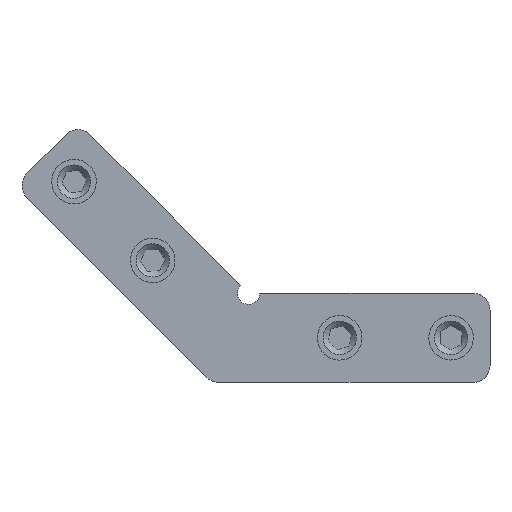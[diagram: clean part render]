
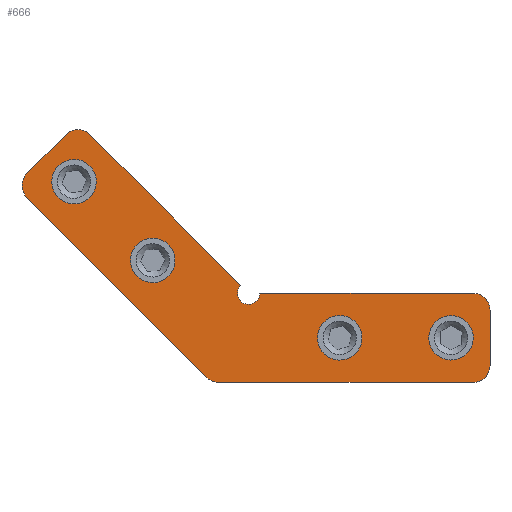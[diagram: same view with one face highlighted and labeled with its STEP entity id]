
A CAD part, top view. The second image highlights one B-rep face of the part: STEP entity #666.
In plain terms, the highlighted planar face has unit normal (0, 0, 1).
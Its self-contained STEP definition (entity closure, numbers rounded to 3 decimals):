
#112=CARTESIAN_POINT('',(1.243,0.0,3.0));
#113=VERTEX_POINT('',#112);
#114=CARTESIAN_POINT('',(-0.879,0.879,3.));
#115=VERTEX_POINT('',#114);
#116=CARTESIAN_POINT('',(1.243,3.0,3.0));
#117=DIRECTION('',(0.0,0.0,-1.0));
#118=DIRECTION('',(-0.383,-0.924,0.0));
#119=AXIS2_PLACEMENT_3D('',#116,#117,#118);
#120=CIRCLE('',#119,3.0);
#121=EDGE_CURVE('',#113,#115,#120,.T.);
#299=CARTESIAN_POINT('',(-33.234,33.234,3.));
#300=VERTEX_POINT('',#299);
#301=CARTESIAN_POINT('',(-0.879,0.879,3.));
#302=DIRECTION('',(-0.707,0.707,0.0));
#303=VECTOR('',#302,45.757);
#304=LINE('',#301,#303);
#305=EDGE_CURVE('',#115,#300,#304,.T.);
#325=CARTESIAN_POINT('',(-27.099,38.413,3.));
#326=VERTEX_POINT('',#325);
#327=CARTESIAN_POINT('',(-24.749,36.062,3.));
#328=DIRECTION('',(0.0,0.0,-1.0));
#329=DIRECTION('',(-0.707,0.707,0.0));
#330=AXIS2_PLACEMENT_3D('',#327,#328,#329);
#331=CIRCLE('',#330,3.324);
#332=EDGE_CURVE('',#326,#326,#331,.T.);
#345=CARTESIAN_POINT('',(-12.957,24.27,3.));
#346=VERTEX_POINT('',#345);
#347=CARTESIAN_POINT('',(-10.607,21.92,3.));
#348=DIRECTION('',(0.0,0.0,-1.0));
#349=DIRECTION('',(-0.707,0.707,0.0));
#350=AXIS2_PLACEMENT_3D('',#347,#348,#349);
#351=CIRCLE('',#350,3.324);
#352=EDGE_CURVE('',#346,#346,#351,.T.);
#362=CARTESIAN_POINT('',(-33.234,37.477,3.));
#363=VERTEX_POINT('',#362);
#364=CARTESIAN_POINT('',(-31.113,35.355,3.));
#365=DIRECTION('',(0.0,0.0,1.0));
#366=DIRECTION('',(-1.0,0.0,0.0));
#367=AXIS2_PLACEMENT_3D('',#364,#365,#366);
#368=CIRCLE('',#367,3.0);
#369=EDGE_CURVE('',#363,#300,#368,.T.);
#388=CARTESIAN_POINT('',(-26.163,44.548,3.));
#389=VERTEX_POINT('',#388);
#390=CARTESIAN_POINT('',(-33.234,37.477,3.));
#391=DIRECTION('',(0.707,0.707,0.0));
#392=VECTOR('',#391,10.);
#393=LINE('',#390,#392);
#394=EDGE_CURVE('',#363,#389,#393,.T.);
#411=CARTESIAN_POINT('',(-21.92,44.548,3.));
#412=VERTEX_POINT('',#411);
#413=CARTESIAN_POINT('',(-24.042,42.426,3.));
#414=DIRECTION('',(0.0,0.0,1.0));
#415=DIRECTION('',(0.0,1.0,0.0));
#416=AXIS2_PLACEMENT_3D('',#413,#414,#415);
#417=CIRCLE('',#416,3.0);
#418=EDGE_CURVE('',#412,#389,#417,.T.);
#437=CARTESIAN_POINT('',(5.213,17.414,3.));
#438=VERTEX_POINT('',#437);
#439=CARTESIAN_POINT('',(-21.92,44.548,3.));
#440=DIRECTION('',(0.707,-0.707,0.0));
#441=VECTOR('',#440,38.373);
#442=LINE('',#439,#441);
#443=EDGE_CURVE('',#412,#438,#442,.T.);
#463=CARTESIAN_POINT('',(46.323,8.0,3.0));
#464=VERTEX_POINT('',#463);
#465=CARTESIAN_POINT('',(43.0,8.0,3.0));
#466=DIRECTION('',(0.0,0.0,-1.0));
#467=DIRECTION('',(1.0,0.0,0.0));
#468=AXIS2_PLACEMENT_3D('',#465,#466,#467);
#469=CIRCLE('',#468,3.324);
#470=EDGE_CURVE('',#464,#464,#469,.T.);
#483=CARTESIAN_POINT('',(26.323,8.0,3.0));
#484=VERTEX_POINT('',#483);
#485=CARTESIAN_POINT('',(23.0,8.0,3.0));
#486=DIRECTION('',(0.0,0.0,-1.0));
#487=DIRECTION('',(1.0,0.0,0.0));
#488=AXIS2_PLACEMENT_3D('',#485,#486,#487);
#489=CIRCLE('',#488,3.324);
#490=EDGE_CURVE('',#484,#484,#489,.T.);
#500=CARTESIAN_POINT('',(50.0,3.0,3.0));
#501=VERTEX_POINT('',#500);
#502=CARTESIAN_POINT('',(47.0,0.0,3.0));
#503=VERTEX_POINT('',#502);
#504=CARTESIAN_POINT('',(47.0,3.0,3.0));
#505=DIRECTION('',(0.0,0.0,-1.0));
#506=DIRECTION('',(0.707,-0.707,0.0));
#507=AXIS2_PLACEMENT_3D('',#504,#505,#506);
#508=CIRCLE('',#507,3.0);
#509=EDGE_CURVE('',#501,#503,#508,.T.);
#534=CARTESIAN_POINT('',(50.0,13.0,3.0));
#535=VERTEX_POINT('',#534);
#542=CARTESIAN_POINT('',(50.0,3.0,3.0));
#543=DIRECTION('',(0.0,1.0,0.0));
#544=VECTOR('',#543,10.0);
#545=LINE('',#542,#544);
#546=EDGE_CURVE('',#501,#535,#545,.T.);
#556=CARTESIAN_POINT('',(47.,16.0,3.0));
#557=VERTEX_POINT('',#556);
#558=CARTESIAN_POINT('',(47.,13.0,3.0));
#559=DIRECTION('',(0.0,0.0,-1.0));
#560=DIRECTION('',(0.707,0.707,0.0));
#561=AXIS2_PLACEMENT_3D('',#558,#559,#560);
#562=CIRCLE('',#561,3.0);
#563=EDGE_CURVE('',#557,#535,#562,.T.);
#583=CARTESIAN_POINT('',(8.627,16.,3.0));
#584=VERTEX_POINT('',#583);
#585=CARTESIAN_POINT('',(6.627,16.,3.0));
#586=DIRECTION('',(0.0,0.0,-1.0));
#587=DIRECTION('',(0.383,0.924,0.0));
#588=AXIS2_PLACEMENT_3D('',#585,#586,#587);
#589=CIRCLE('',#588,2.0);
#590=EDGE_CURVE('',#584,#438,#589,.T.);
#609=CARTESIAN_POINT('',(47.,16.0,3.0));
#610=DIRECTION('',(-1.0,0.0,0.0));
#611=VECTOR('',#610,38.373);
#612=LINE('',#609,#611);
#613=EDGE_CURVE('',#557,#584,#612,.T.);
#626=CARTESIAN_POINT('',(1.243,0.0,3.0));
#627=DIRECTION('',(1.0,0.0,0.0));
#628=VECTOR('',#627,45.757);
#629=LINE('',#626,#628);
#630=EDGE_CURVE('',#113,#503,#629,.T.);
#635=CARTESIAN_POINT('',(26.505,7.493,3.0));
#636=DIRECTION('',(0.0,0.0,1.0));
#637=DIRECTION('',(1.0,0.0,0.0));
#638=AXIS2_PLACEMENT_3D('',#635,#636,#637);
#639=PLANE('',#638);
#640=ORIENTED_EDGE('',*,*,#121,.F.);
#641=ORIENTED_EDGE('',*,*,#630,.T.);
#642=ORIENTED_EDGE('',*,*,#509,.F.);
#643=ORIENTED_EDGE('',*,*,#546,.T.);
#644=ORIENTED_EDGE('',*,*,#563,.F.);
#645=ORIENTED_EDGE('',*,*,#613,.T.);
#646=ORIENTED_EDGE('',*,*,#590,.T.);
#647=ORIENTED_EDGE('',*,*,#443,.F.);
#648=ORIENTED_EDGE('',*,*,#418,.T.);
#649=ORIENTED_EDGE('',*,*,#394,.F.);
#650=ORIENTED_EDGE('',*,*,#369,.T.);
#651=ORIENTED_EDGE('',*,*,#305,.F.);
#652=EDGE_LOOP('',(#640,#641,#642,#643,#644,#645,#646,#647,#648,#649,#650,#651));
#653=FACE_OUTER_BOUND('',#652,.T.);
#654=ORIENTED_EDGE('',*,*,#332,.T.);
#655=EDGE_LOOP('',(#654));
#656=FACE_BOUND('',#655,.T.);
#657=ORIENTED_EDGE('',*,*,#352,.T.);
#658=EDGE_LOOP('',(#657));
#659=FACE_BOUND('',#658,.T.);
#660=ORIENTED_EDGE('',*,*,#470,.T.);
#661=EDGE_LOOP('',(#660));
#662=FACE_BOUND('',#661,.T.);
#663=ORIENTED_EDGE('',*,*,#490,.T.);
#664=EDGE_LOOP('',(#663));
#665=FACE_BOUND('',#664,.T.);
#666=ADVANCED_FACE('',(#653,#656,#659,#662,#665),#639,.T.);
